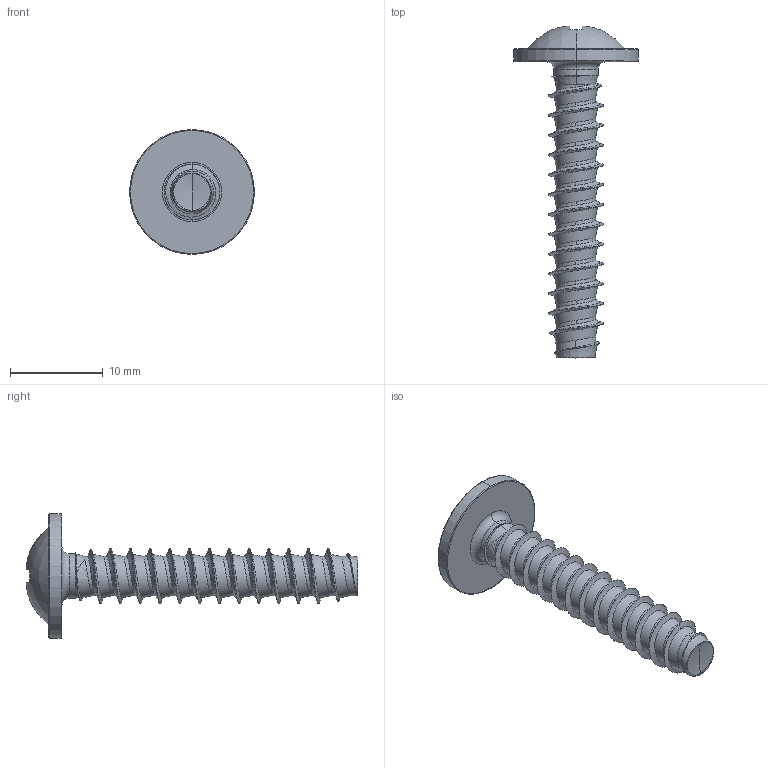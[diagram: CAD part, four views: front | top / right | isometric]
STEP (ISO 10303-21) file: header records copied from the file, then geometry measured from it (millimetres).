
FILE_DESCRIPTION (( 'STEP AP203' ), '1' );
FILE_NAME ('STP210600320.STEP', '2020-09-03T12:33:53', ( '' ), ( '' ), 'SwSTEP 2.0', 'SolidWorks 2015', '' );
FILE_SCHEMA (( 'CONFIG_CONTROL_DESIGN' ));
Length unit declared in the file: millimetre
Products named in the file (2): STP210600320
Bounding box: 13.5 x 35.88 x 13.5 mm (x, y, z)
Volume: 837.9 mm3; surface area: 1086.7 mm2
Topology: 1 solids, 1 shells, 199 faces, 480 edges, 284 vertices
Faces by surface type: bspline 55, cylinder 54, plane 31, torus 30, sphere 20, cone 9
Entity records: 27247 total; most frequent: CARTESIAN_POINT 22994, ORIENTED_EDGE 956, DIRECTION 765, EDGE_CURVE 478, AXIS2_PLACEMENT_3D 333, VERTEX_POINT 284, EDGE_LOOP 202, FACE_OUTER_BOUND 199
